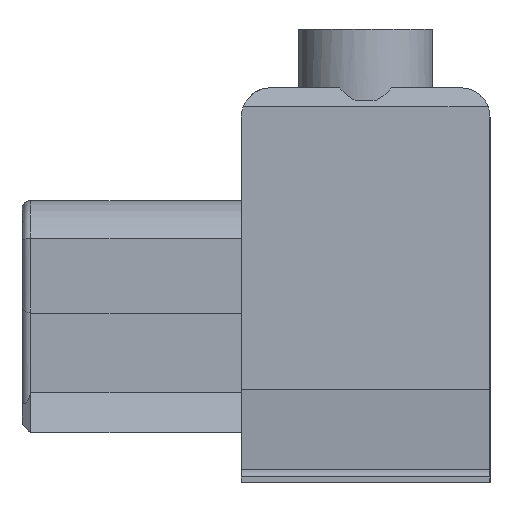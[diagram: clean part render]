
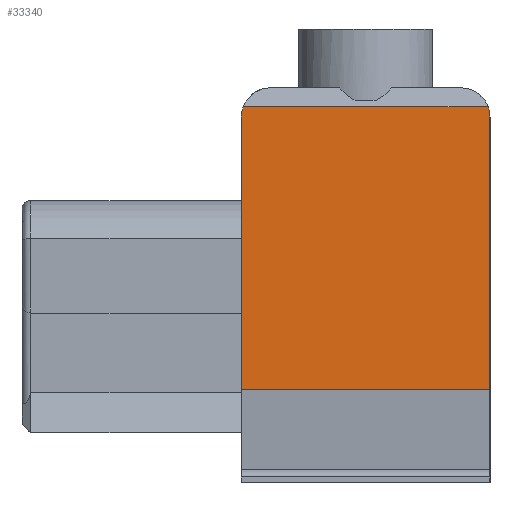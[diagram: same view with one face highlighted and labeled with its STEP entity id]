
A CAD part, left-side view. The second image highlights one B-rep face of the part: STEP entity #33340.
In plain terms, the highlighted planar face has unit normal (-1, 0, 0).
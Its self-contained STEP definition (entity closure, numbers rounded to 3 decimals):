
#1084=CIRCLE('',#35094,1.);
#1085=CIRCLE('',#35095,1.);
#3253=ORIENTED_EDGE('',*,*,#8713,.F.);
#3254=ORIENTED_EDGE('',*,*,#10322,.T.);
#3255=ORIENTED_EDGE('',*,*,#8961,.T.);
#3256=ORIENTED_EDGE('',*,*,#10323,.T.);
#3257=ORIENTED_EDGE('',*,*,#10324,.F.);
#3258=ORIENTED_EDGE('',*,*,#10325,.T.);
#8713=EDGE_CURVE('',#12318,#12319,#14620,.T.);
#8961=EDGE_CURVE('',#12567,#12566,#14830,.T.);
#10322=EDGE_CURVE('',#12318,#12567,#15848,.T.);
#10323=EDGE_CURVE('',#12566,#13784,#1084,.T.);
#10324=EDGE_CURVE('',#13785,#13784,#15849,.T.);
#10325=EDGE_CURVE('',#13785,#12319,#1085,.T.);
#12318=VERTEX_POINT('',#44143);
#12319=VERTEX_POINT('',#44145);
#12566=VERTEX_POINT('',#44640);
#12567=VERTEX_POINT('',#44642);
#13784=VERTEX_POINT('',#47447);
#13785=VERTEX_POINT('',#47449);
#14620=LINE('',#44144,#17269);
#14830=LINE('',#44641,#17479);
#15848=LINE('',#47445,#18497);
#15849=LINE('',#47448,#18498);
#17269=VECTOR('',#36878,1000.);
#17479=VECTOR('',#37166,1000.);
#18497=VECTOR('',#39322,1000.);
#18498=VECTOR('',#39325,1000.);
#20146=EDGE_LOOP('',(#3253,#3254,#3255,#3256,#3257,#3258));
#21613=FACE_BOUND('',#20146,.T.);
#22993=PLANE('',#35093);
#33340=ADVANCED_FACE('',(#21613),#22993,.T.);
#35093=AXIS2_PLACEMENT_3D('',#47444,#39320,#39321);
#35094=AXIS2_PLACEMENT_3D('',#47446,#39323,#39324);
#35095=AXIS2_PLACEMENT_3D('',#47450,#39326,#39327);
#36878=DIRECTION('',(0.,0.,1.));
#37166=DIRECTION('',(0.,0.,1.));
#39320=DIRECTION('',(-1.,0.,0.));
#39321=DIRECTION('',(0.,0.,1.));
#39322=DIRECTION('',(0.,-1.,0.));
#39323=DIRECTION('',(-1.,0.,0.));
#39324=DIRECTION('',(0.,0.,1.));
#39325=DIRECTION('',(0.,-1.,0.));
#39326=DIRECTION('',(-1.,0.,0.));
#39327=DIRECTION('',(0.,0.,1.));
#44143=CARTESIAN_POINT('',(-45.,4.25,-3.));
#44144=CARTESIAN_POINT('',(-45.,4.25,-6.2));
#44145=CARTESIAN_POINT('',(-45.,4.25,6.3));
#44640=CARTESIAN_POINT('',(-45.,-4.25,6.3));
#44641=CARTESIAN_POINT('',(-45.,-4.25,-6.2));
#44642=CARTESIAN_POINT('',(-45.,-4.25,-3.));
#47444=CARTESIAN_POINT('',(-45.,-4.25,-6.2));
#47445=CARTESIAN_POINT('',(-45.,87.705,-3.));
#47446=CARTESIAN_POINT('',(-45.,-3.25,6.3));
#47447=CARTESIAN_POINT('',(-45.,-4.187,6.65));
#47448=CARTESIAN_POINT('',(-45.,4.25,6.65));
#47449=CARTESIAN_POINT('',(-45.,4.187,6.65));
#47450=CARTESIAN_POINT('',(-45.,3.25,6.3));
